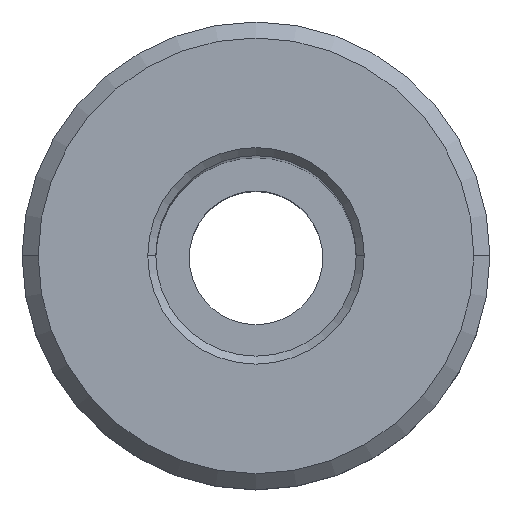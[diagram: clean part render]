
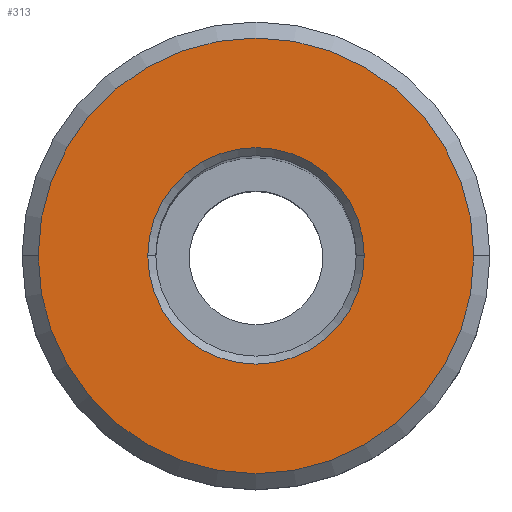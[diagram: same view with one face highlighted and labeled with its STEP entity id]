
A CAD part, top view. The second image highlights one B-rep face of the part: STEP entity #313.
In plain terms, the highlighted planar face has unit normal (0, 0, 1).
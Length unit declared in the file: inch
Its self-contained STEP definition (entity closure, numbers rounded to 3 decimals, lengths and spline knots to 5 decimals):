
#20 = VERTEX_POINT ( 'NONE', #533 ) ;
#59 = CARTESIAN_POINT ( 'NONE',  ( 0.4075, 0., 0. ) ) ;
#65 = CIRCLE ( 'NONE', #996, 0.2025 ) ;
#75 = DIRECTION ( 'NONE',  ( -1., 0., 0. ) ) ;
#84 = CIRCLE ( 'NONE', #689, 0.4075 ) ;
#86 = FACE_BOUND ( 'NONE', #396, .T. ) ;
#100 = EDGE_CURVE ( 'NONE', #20, #1011, #65, .T. ) ;
#110 = VERTEX_POINT ( 'NONE', #59 ) ;
#147 = DIRECTION ( 'NONE',  ( 0., 0., -1. ) ) ;
#156 = CARTESIAN_POINT ( 'NONE',  ( 0., 0., 0. ) ) ;
#241 = CIRCLE ( 'NONE', #553, 0.4075 ) ;
#252 = EDGE_CURVE ( 'NONE', #644, #110, #84, .T. ) ;
#263 = ORIENTED_EDGE ( 'NONE', *, *, #675, .T. ) ;
#276 = ORIENTED_EDGE ( 'NONE', *, *, #372, .T. ) ;
#313 = ADVANCED_FACE ( 'NONE', ( #1052, #86 ), #418, .F. ) ;
#362 = AXIS2_PLACEMENT_3D ( 'NONE', #1058, #147, #726 ) ;
#372 = EDGE_CURVE ( 'NONE', #1011, #20, #828, .T. ) ;
#396 = EDGE_LOOP ( 'NONE', ( #276, #1044 ) ) ;
#408 = ORIENTED_EDGE ( 'NONE', *, *, #252, .T. ) ;
#418 = PLANE ( 'NONE',  #572 ) ;
#472 = CARTESIAN_POINT ( 'NONE',  ( -0.4075, 0., 0. ) ) ;
#476 = DIRECTION ( 'NONE',  ( -1., 0., 0. ) ) ;
#478 = DIRECTION ( 'NONE',  ( -1., 0., 0. ) ) ;
#533 = CARTESIAN_POINT ( 'NONE',  ( -0.2025, 0., 0. ) ) ;
#537 = CARTESIAN_POINT ( 'NONE',  ( 0., 0., 0. ) ) ;
#553 = AXIS2_PLACEMENT_3D ( 'NONE', #537, #811, #476 ) ;
#572 = AXIS2_PLACEMENT_3D ( 'NONE', #646, #750, #75 ) ;
#644 = VERTEX_POINT ( 'NONE', #472 ) ;
#646 = CARTESIAN_POINT ( 'NONE',  ( 0., 0.4375, 0. ) ) ;
#675 = EDGE_CURVE ( 'NONE', #110, #644, #241, .T. ) ;
#689 = AXIS2_PLACEMENT_3D ( 'NONE', #1069, #825, #478 ) ;
#726 = DIRECTION ( 'NONE',  ( -1., 0., 0. ) ) ;
#750 = DIRECTION ( 'NONE',  ( 0., 0., -1. ) ) ;
#811 = DIRECTION ( 'NONE',  ( 0., 0., 1. ) ) ;
#816 = DIRECTION ( 'NONE',  ( -1., 0., 0. ) ) ;
#825 = DIRECTION ( 'NONE',  ( 0., 0., 1. ) ) ;
#826 = DIRECTION ( 'NONE',  ( 0., 0., -1. ) ) ;
#828 = CIRCLE ( 'NONE', #362, 0.2025 ) ;
#877 = CARTESIAN_POINT ( 'NONE',  ( 0.2025, 0., 0. ) ) ;
#954 = EDGE_LOOP ( 'NONE', ( #408, #263 ) ) ;
#996 = AXIS2_PLACEMENT_3D ( 'NONE', #156, #826, #816 ) ;
#1011 = VERTEX_POINT ( 'NONE', #877 ) ;
#1044 = ORIENTED_EDGE ( 'NONE', *, *, #100, .T. ) ;
#1052 = FACE_OUTER_BOUND ( 'NONE', #954, .T. ) ;
#1058 = CARTESIAN_POINT ( 'NONE',  ( 0., 0., 0. ) ) ;
#1069 = CARTESIAN_POINT ( 'NONE',  ( 0., 0., 0. ) ) ;
